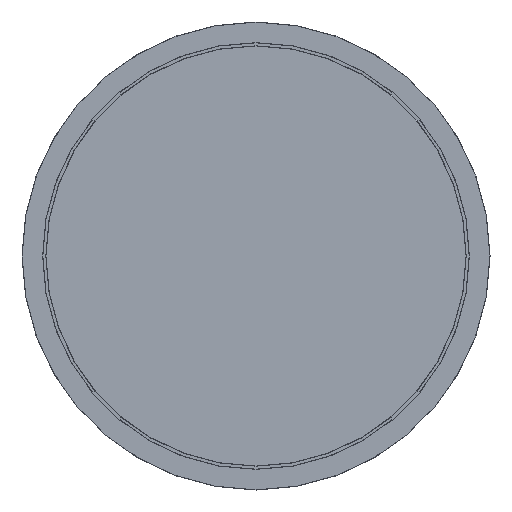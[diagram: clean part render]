
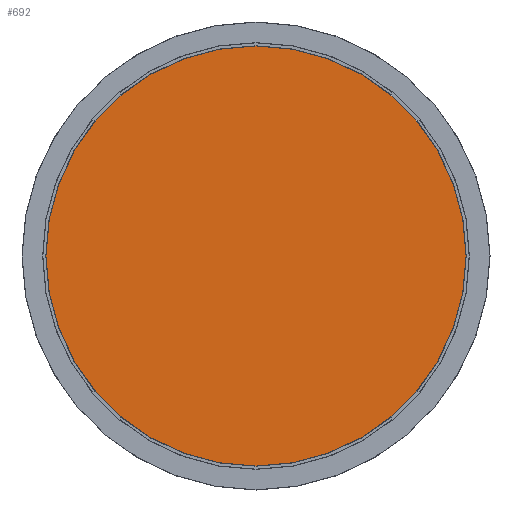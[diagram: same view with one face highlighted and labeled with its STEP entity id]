
A CAD part, front view. The second image highlights one B-rep face of the part: STEP entity #692.
In plain terms, the highlighted planar face has unit normal (0, -1, 0).
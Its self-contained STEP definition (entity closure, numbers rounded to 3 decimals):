
#37 = ORIENTED_EDGE ( 'NONE', *, *, #138, .T. ) ;
#71 = ORIENTED_EDGE ( 'NONE', *, *, #882, .T. ) ;
#128 = CARTESIAN_POINT ( 'NONE',  ( 0., 0., 0. ) ) ;
#138 = EDGE_CURVE ( 'NONE', #709, #731, #429, .T. ) ;
#185 = DIRECTION ( 'NONE',  ( 0., 0., -1. ) ) ;
#206 = EDGE_LOOP ( 'NONE', ( #37, #71 ) ) ;
#208 = DIRECTION ( 'NONE',  ( 0., 0., -1. ) ) ;
#328 = AXIS2_PLACEMENT_3D ( 'NONE', #793, #447, #516 ) ;
#342 = CARTESIAN_POINT ( 'NONE',  ( 0., 0., 0. ) ) ;
#416 = DIRECTION ( 'NONE',  ( 0., -1., 0. ) ) ;
#429 = CIRCLE ( 'NONE', #609, 246.8 ) ;
#447 = DIRECTION ( 'NONE',  ( 0., -1., 0. ) ) ;
#490 = FACE_OUTER_BOUND ( 'NONE', #206, .T. ) ;
#516 = DIRECTION ( 'NONE',  ( 0., 0., -1. ) ) ;
#518 = AXIS2_PLACEMENT_3D ( 'NONE', #128, #416, #208 ) ;
#553 = CARTESIAN_POINT ( 'NONE',  ( 0., 0., -246.8 ) ) ;
#609 = AXIS2_PLACEMENT_3D ( 'NONE', #342, #626, #185 ) ;
#626 = DIRECTION ( 'NONE',  ( 0., -1., 0. ) ) ;
#635 = PLANE ( 'NONE',  #518 ) ;
#644 = CARTESIAN_POINT ( 'NONE',  ( 0., 0., 246.8 ) ) ;
#692 = ADVANCED_FACE ( 'NONE', ( #490 ), #635, .T. ) ;
#709 = VERTEX_POINT ( 'NONE', #644 ) ;
#731 = VERTEX_POINT ( 'NONE', #553 ) ;
#771 = CIRCLE ( 'NONE', #328, 246.8 ) ;
#793 = CARTESIAN_POINT ( 'NONE',  ( 0., 0., 0. ) ) ;
#882 = EDGE_CURVE ( 'NONE', #731, #709, #771, .T. ) ;
